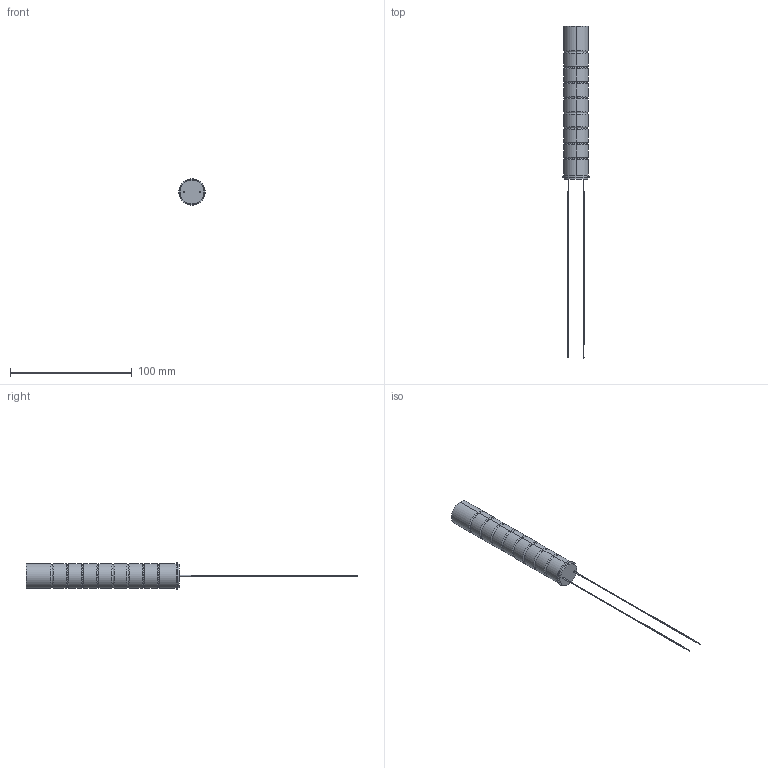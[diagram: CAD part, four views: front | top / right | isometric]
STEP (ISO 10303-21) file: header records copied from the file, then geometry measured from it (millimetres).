
FILE_DESCRIPTION (( 'STEP AP214' ), '1' );
FILE_NAME ('AL_KAHBASB_D20.3L125.9.STEP', '2018-10-02T17:12:27', ( '' ), ( '' ), 'SwSTEP 2.0', 'SolidWorks 2014', '' );
FILE_SCHEMA (( 'AUTOMOTIVE_DESIGN' ));
Length unit declared in the file: millimetre
Products named in the file (1): AL_KAHBASB_D20.3L125.9
Bounding box: 21.7 x 272.9 x 21.7 mm (x, y, z)
Volume: 40139.1 mm3; surface area: 10633.6 mm2
Topology: 2 solids, 2 shells, 131 faces, 303 edges, 186 vertices
Faces by surface type: plane 65, cylinder 34, torus 32
Entity records: 4579 total; most frequent: DIRECTION 683, CARTESIAN_POINT 621, ORIENTED_EDGE 606, EDGE_CURVE 303, AXIS2_PLACEMENT_3D 248, VECTOR 187, LINE 187, VERTEX_POINT 186
